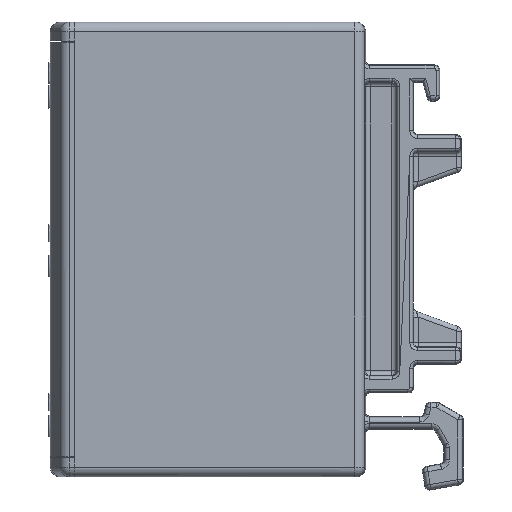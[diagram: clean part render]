
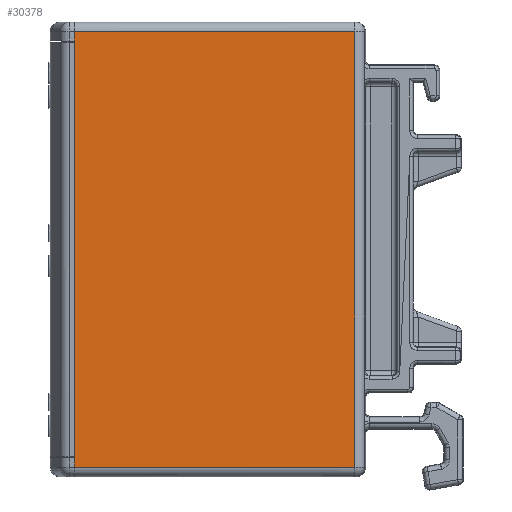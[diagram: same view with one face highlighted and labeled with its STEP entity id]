
A CAD part, left-side view. The second image highlights one B-rep face of the part: STEP entity #30378.
In plain terms, the highlighted planar face has unit normal (-1, 0, 0).
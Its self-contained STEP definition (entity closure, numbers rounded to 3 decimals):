
#2435=FACE_OUTER_BOUND('',#4099,.T.);
#4099=EDGE_LOOP('',(#26706,#26707,#26708,#26709,#26710,#26711,#26712,#26713));
#7838=LINE('',#50139,#11608);
#7839=LINE('',#50143,#11609);
#7840=LINE('',#50144,#11610);
#7841=LINE('',#50146,#11611);
#7842=LINE('',#50147,#11612);
#7843=LINE('',#50148,#11613);
#7844=LINE('',#50150,#11614);
#7845=LINE('',#50151,#11615);
#11608=VECTOR('',#39278,29.36);
#11609=VECTOR('',#39281,29.36);
#11610=VECTOR('',#39282,45.6);
#11611=VECTOR('',#39283,1.);
#11612=VECTOR('',#39284,0.1);
#11613=VECTOR('',#39285,43.4);
#11614=VECTOR('',#39286,0.1);
#11615=VECTOR('',#39287,1.);
#12121=VERTEX_POINT('',#40990);
#12144=VERTEX_POINT('',#41151);
#14411=VERTEX_POINT('',#50129);
#14414=VERTEX_POINT('',#50137);
#14415=VERTEX_POINT('',#50141);
#14416=VERTEX_POINT('',#50142);
#14417=VERTEX_POINT('',#50145);
#14418=VERTEX_POINT('',#50149);
#18559=EDGE_CURVE('',#14414,#14411,#7838,.T.);
#18560=EDGE_CURVE('',#14415,#14416,#7839,.T.);
#18561=EDGE_CURVE('',#14411,#14415,#7840,.T.);
#18562=EDGE_CURVE('',#14417,#14414,#7841,.T.);
#18563=EDGE_CURVE('',#12144,#14417,#7842,.T.);
#18564=EDGE_CURVE('',#12144,#12121,#7843,.T.);
#18565=EDGE_CURVE('',#14418,#12121,#7844,.T.);
#18566=EDGE_CURVE('',#14416,#14418,#7845,.T.);
#26706=ORIENTED_EDGE('',*,*,#18560,.F.);
#26707=ORIENTED_EDGE('',*,*,#18561,.F.);
#26708=ORIENTED_EDGE('',*,*,#18559,.F.);
#26709=ORIENTED_EDGE('',*,*,#18562,.F.);
#26710=ORIENTED_EDGE('',*,*,#18563,.F.);
#26711=ORIENTED_EDGE('',*,*,#18564,.T.);
#26712=ORIENTED_EDGE('',*,*,#18565,.F.);
#26713=ORIENTED_EDGE('',*,*,#18566,.F.);
#28872=PLANE('',#32208);
#30378=ADVANCED_FACE('',(#2435),#28872,.T.);
#32208=AXIS2_PLACEMENT_3D('',#50140,#39279,#39280);
#39278=DIRECTION('',(0.,-1.,0.));
#39279=DIRECTION('center_axis',(-1.,0.,0.));
#39280=DIRECTION('ref_axis',(0.,0.,1.));
#39281=DIRECTION('',(0.,1.,0.));
#39282=DIRECTION('',(0.,0.,-1.));
#39283=DIRECTION('',(0.,0.,1.));
#39284=DIRECTION('',(0.,0.,1.));
#39285=DIRECTION('',(0.,0.,-1.));
#39286=DIRECTION('',(0.,0.,1.));
#39287=DIRECTION('',(0.,0.,1.));
#40990=CARTESIAN_POINT('',(-9.,0.,-21.7));
#41151=CARTESIAN_POINT('',(-9.,0.,21.7));
#50129=CARTESIAN_POINT('',(-9.,-29.36,22.8));
#50137=CARTESIAN_POINT('',(-9.,0.,22.8));
#50139=CARTESIAN_POINT('',(-9.,0.,22.8));
#50140=CARTESIAN_POINT('Origin',(-9.,-30.5,0.));
#50141=CARTESIAN_POINT('',(-9.,-29.36,-22.8));
#50142=CARTESIAN_POINT('',(-9.,0.,-22.8));
#50143=CARTESIAN_POINT('',(-9.,-29.36,-22.8));
#50144=CARTESIAN_POINT('',(-9.,-29.36,22.8));
#50145=CARTESIAN_POINT('',(-9.,0.,21.8));
#50146=CARTESIAN_POINT('',(-9.,0.,21.8));
#50147=CARTESIAN_POINT('',(-9.,0.,21.7));
#50148=CARTESIAN_POINT('',(-9.,0.,21.7));
#50149=CARTESIAN_POINT('',(-9.,0.,-21.8));
#50150=CARTESIAN_POINT('',(-9.,0.,-21.8));
#50151=CARTESIAN_POINT('',(-9.,0.,-22.8));
